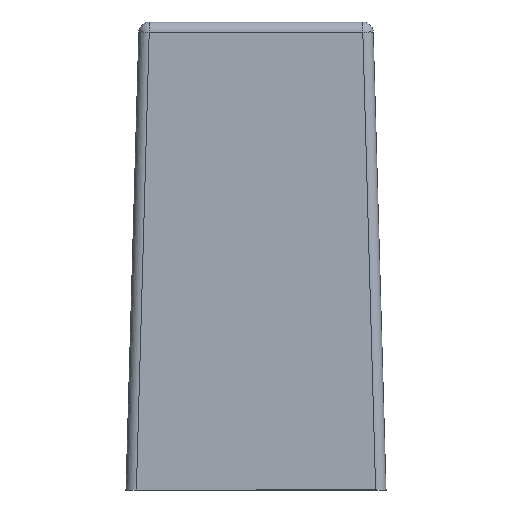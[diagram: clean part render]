
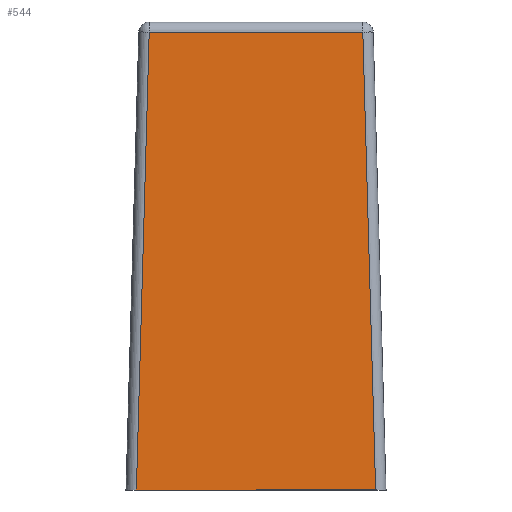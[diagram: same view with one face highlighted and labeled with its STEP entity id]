
A CAD part, front view. The second image highlights one B-rep face of the part: STEP entity #544.
In plain terms, the highlighted planar face has unit normal (0, -1, 0.028).
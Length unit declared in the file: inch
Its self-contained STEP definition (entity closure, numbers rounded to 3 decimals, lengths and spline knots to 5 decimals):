
#197=CARTESIAN_POINT('',(-0.08087,-0.08874,0.34668));
#198=VERTEX_POINT('',#197);
#267=CARTESIAN_POINT('',(0.08087,-0.08874,0.34668));
#268=VERTEX_POINT('',#267);
#300=CARTESIAN_POINT('',(0.09055,-0.09843,0.));
#301=VERTEX_POINT('',#300);
#318=CARTESIAN_POINT('',(0.08087,-0.08874,0.34668));
#319=DIRECTION('',(0.028,-0.028,-0.999));
#320=VECTOR('',#319,0.34695);
#321=LINE('',#318,#320);
#322=EDGE_CURVE('',#268,#301,#321,.T.);
#355=CARTESIAN_POINT('',(-0.08087,-0.08874,0.34668));
#356=DIRECTION('',(1.0,0.0,0.0));
#357=VECTOR('',#356,0.16174);
#358=LINE('',#355,#357);
#359=EDGE_CURVE('',#198,#268,#358,.T.);
#432=CARTESIAN_POINT('',(-0.09055,-0.09843,0.0));
#433=VERTEX_POINT('',#432);
#441=CARTESIAN_POINT('',(-0.09055,-0.09843,0.));
#442=DIRECTION('',(0.028,0.028,0.999));
#443=VECTOR('',#442,0.34695);
#444=LINE('',#441,#443);
#445=EDGE_CURVE('',#433,#198,#444,.T.);
#528=CARTESIAN_POINT('',(-0.09961,-0.08826,0.36401));
#529=DIRECTION('',(0.,-1.,0.028));
#530=DIRECTION('',(0.,-0.028,-1.));
#531=AXIS2_PLACEMENT_3D('',#528,#529,#530);
#532=PLANE('',#531);
#533=ORIENTED_EDGE('',*,*,#322,.F.);
#534=ORIENTED_EDGE('',*,*,#359,.F.);
#535=ORIENTED_EDGE('',*,*,#445,.F.);
#536=CARTESIAN_POINT('',(0.09055,-0.09843,0.0));
#537=DIRECTION('',(-1.0,0.0,0.0));
#538=VECTOR('',#537,0.18111);
#539=LINE('',#536,#538);
#540=EDGE_CURVE('',#301,#433,#539,.T.);
#541=ORIENTED_EDGE('',*,*,#540,.F.);
#542=EDGE_LOOP('',(#533,#534,#535,#541));
#543=FACE_OUTER_BOUND('',#542,.T.);
#544=ADVANCED_FACE('',(#543),#532,.T.);
